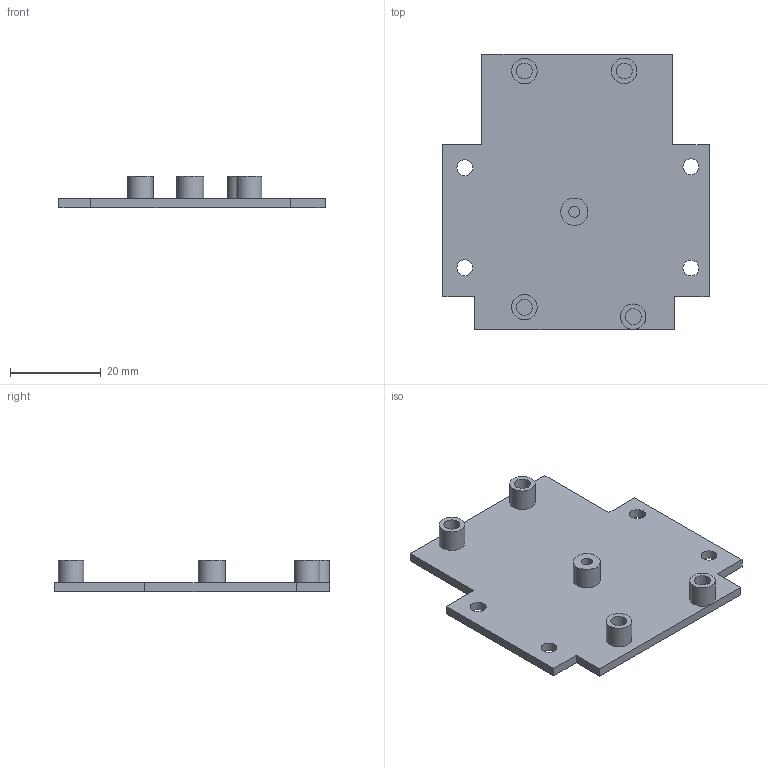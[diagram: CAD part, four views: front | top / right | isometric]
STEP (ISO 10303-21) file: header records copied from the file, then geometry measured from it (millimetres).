
FILE_DESCRIPTION(/* description */ (''),/* implementation_level */ '2;1');
FILE_NAME(/* name */ 'Mount Board Universal .step',/* time_stamp */ '2025-05-15T08:55:54-05:00',/* author */ (''),/* organization */ (''),/* preprocessor_version */ 'ST-DEVELOPER v20.1',/* originating_system */ 'Autodesk Translation Framework v14.4.0.0',/* authorisation */ '');
FILE_SCHEMA (('AUTOMOTIVE_DESIGN { 1 0 10303 214 3 1 1 }'));
Length unit declared in the file: millimetre
Products named in the file (1): 2025-05-15-08-55-54-303
Bounding box: 58.59 x 60.62 x 7 mm (x, y, z)
Volume: 6590.2 mm3; surface area: 7397.2 mm2
Topology: 1 solids, 1 shells, 40 faces, 81 edges, 54 vertices
Faces by surface type: plane 25, cylinder 15
Full cylindrical faces by diameter (mm): 2.3 x1, 2.4 x1, 3.5 x8, 5.6 x4, 6 x1
Entity records: 1104 total; most frequent: DIRECTION 193, CARTESIAN_POINT 176, ORIENTED_EDGE 162, EDGE_CURVE 81, AXIS2_PLACEMENT_3D 71, EDGE_LOOP 59, VERTEX_POINT 54, LINE 51
